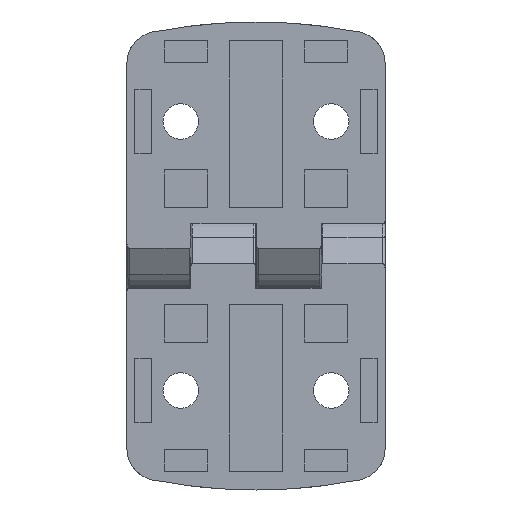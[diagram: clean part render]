
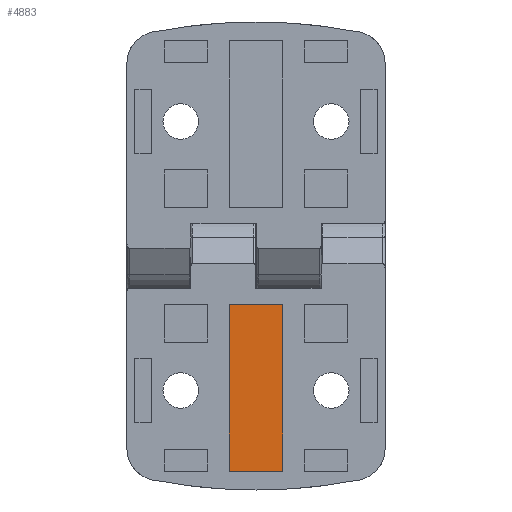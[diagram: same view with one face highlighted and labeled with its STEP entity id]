
A CAD part, front view. The second image highlights one B-rep face of the part: STEP entity #4883.
In plain terms, the highlighted planar face has unit normal (0, -1, 0).
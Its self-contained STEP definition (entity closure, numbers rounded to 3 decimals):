
#101 = FACE_OUTER_BOUND ( 'NONE', #5095, .T. ) ;
#510 = CARTESIAN_POINT ( 'NONE',  ( 5., 1., -9. ) ) ;
#896 = DIRECTION ( 'NONE',  ( 0., 0., -1. ) ) ;
#902 = DIRECTION ( 'NONE',  ( 0., -1., 0. ) ) ;
#904 = CARTESIAN_POINT ( 'NONE',  ( -5., 1., -40. ) ) ;
#994 = PLANE ( 'NONE',  #5414 ) ;
#1757 = ORIENTED_EDGE ( 'NONE', *, *, #4041, .T. ) ;
#2649 = ORIENTED_EDGE ( 'NONE', *, *, #3969, .T. ) ;
#3435 = CARTESIAN_POINT ( 'NONE',  ( -5., 1., -40. ) ) ;
#3611 = VERTEX_POINT ( 'NONE', #6393 ) ;
#3618 = CARTESIAN_POINT ( 'NONE',  ( -5., 1., -9. ) ) ;
#3969 = EDGE_CURVE ( 'NONE', #6806, #3611, #5767, .T. ) ;
#4041 = EDGE_CURVE ( 'NONE', #5153, #6781, #5625, .T. ) ;
#4044 = EDGE_CURVE ( 'NONE', #6781, #6806, #6820, .T. ) ;
#4045 = EDGE_CURVE ( 'NONE', #3611, #5153, #4902, .T. ) ;
#4614 = ORIENTED_EDGE ( 'NONE', *, *, #4045, .T. ) ;
#4883 = ADVANCED_FACE ( 'NONE', ( #101 ), #994, .T. ) ;
#4902 = LINE ( 'NONE', #4952, #5944 ) ;
#4915 = VECTOR ( 'NONE', #4994, 1000. ) ;
#4925 = DIRECTION ( 'NONE',  ( 0., 0., 1. ) ) ;
#4952 = CARTESIAN_POINT ( 'NONE',  ( 5., 1., -40. ) ) ;
#4959 = DIRECTION ( 'NONE',  ( 0., 0., -1. ) ) ;
#4973 = CARTESIAN_POINT ( 'NONE',  ( -5., 1., -40. ) ) ;
#4994 = DIRECTION ( 'NONE',  ( -1., 0., 0. ) ) ;
#5042 = CARTESIAN_POINT ( 'NONE',  ( -5., 1., -9. ) ) ;
#5095 = EDGE_LOOP ( 'NONE', ( #1757, #5226, #2649, #4614 ) ) ;
#5153 = VERTEX_POINT ( 'NONE', #510 ) ;
#5226 = ORIENTED_EDGE ( 'NONE', *, *, #4044, .T. ) ;
#5414 = AXIS2_PLACEMENT_3D ( 'NONE', #904, #902, #896 ) ;
#5533 = DIRECTION ( 'NONE',  ( 1., 0., 0. ) ) ;
#5589 = CARTESIAN_POINT ( 'NONE',  ( -5., 1., -40. ) ) ;
#5609 = VECTOR ( 'NONE', #5533, 1000. ) ;
#5625 = LINE ( 'NONE', #5042, #4915 ) ;
#5647 = VECTOR ( 'NONE', #4959, 1000. ) ;
#5767 = LINE ( 'NONE', #5589, #5609 ) ;
#5944 = VECTOR ( 'NONE', #4925, 1000. ) ;
#6393 = CARTESIAN_POINT ( 'NONE',  ( 5., 1., -40. ) ) ;
#6781 = VERTEX_POINT ( 'NONE', #3618 ) ;
#6806 = VERTEX_POINT ( 'NONE', #3435 ) ;
#6820 = LINE ( 'NONE', #4973, #5647 ) ;
